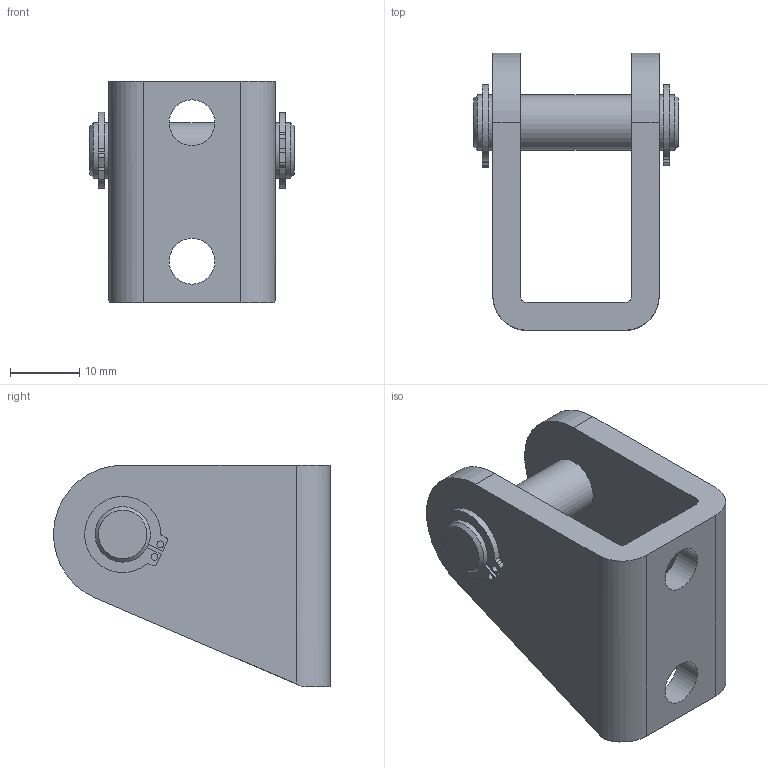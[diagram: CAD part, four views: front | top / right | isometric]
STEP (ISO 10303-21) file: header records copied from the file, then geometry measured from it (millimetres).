
FILE_DESCRIPTION(/* description */ (''),/* implementation_level */ '2;1');
FILE_NAME(/* name */ 'CAD_108226.stp',/* time_stamp */ '2021-01-19T10:01:39+01:00',/* author */ ('Hypex'),/* organization */ ('Hypex'),/* preprocessor_version */ 'ST-DEVELOPER v18',/* originating_system */ 'Autodesk Inventor 2020',/* authorisation */ '');
FILE_SCHEMA (('AUTOMOTIVE_DESIGN { 1 0 10303 214 3 1 1 }'));
Length unit declared in the file: millimetre
Products named in the file (1): CAD_108226
Bounding box: 29.5 x 40 x 32 mm (x, y, z)
Volume: 10318.5 mm3; surface area: 6817.9 mm2
Topology: 4 solids, 4 shells, 65 faces, 183 edges, 130 vertices
Faces by surface type: plane 32, cylinder 31, cone 2
Full cylindrical faces by diameter (mm): 1 x4, 6.6 x2, 7.5 x2, 8 x5
Entity records: 2336 total; most frequent: DIRECTION 409, CARTESIAN_POINT 379, ORIENTED_EDGE 366, EDGE_CURVE 183, AXIS2_PLACEMENT_3D 160, VERTEX_POINT 130, CIRCLE 90, LINE 89
